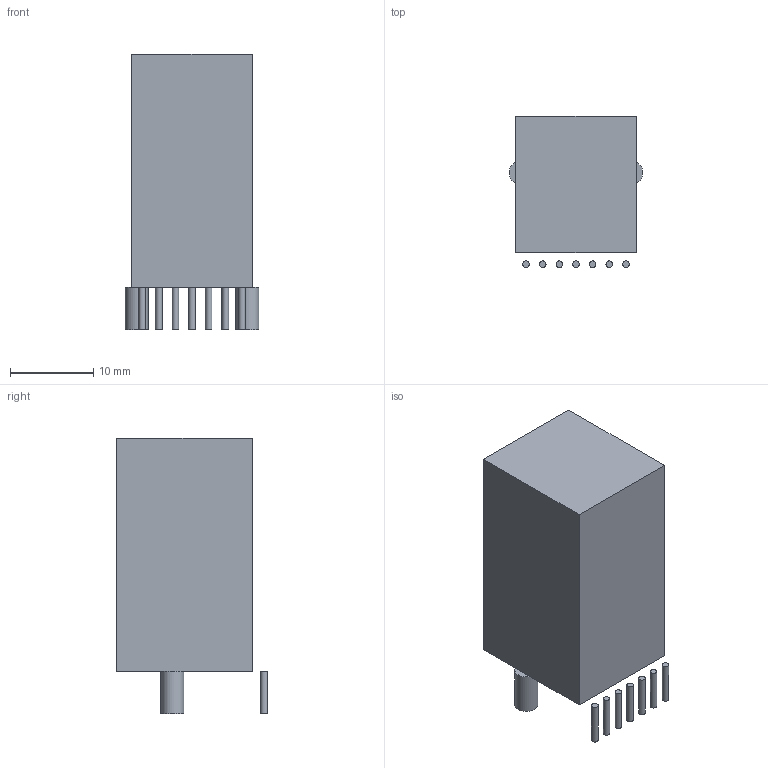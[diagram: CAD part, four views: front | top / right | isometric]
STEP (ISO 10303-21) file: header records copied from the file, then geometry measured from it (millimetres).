
FILE_DESCRIPTION(('FreeCAD Model'),'2;1');
FILE_NAME('19278558.1.3.stp','2024-03-15T07:24:22',( 'Author'),(''),'Open CASCADE STEP processor 6.9','FreeCAD','Unknown' );
FILE_SCHEMA(('AUTOMOTIVE_DESIGN { 1 0 10303 214 1 1 1 1 }'));
Length unit declared in the file: millimetre
Products named in the file (3): ASSEMBLY; Body; Leads
Assembly tree (2 placements, depth 2):
  ASSEMBLY
    Body
    Leads
Bounding box: 16.07 x 18.1 x 33.1 mm (x, y, z)
Volume: 6697.2 mm3; surface area: 2407.1 mm2
Topology: 10 solids, 10 shells, 33 faces, 39 edges, 26 vertices
Faces by surface type: plane 24, cylinder 9
Full cylindrical faces by diameter (mm): 0.8 x7, 2.77 x2
Entity records: 1280 total; most frequent: DIRECTION 207, CARTESIAN_POINT 179, LINE 81, VECTOR 81, ORIENTED_EDGE 78, PCURVE 78, DEFINITIONAL_REPRESENTATION 78, AXIS2_PLACEMENT_3D 54
